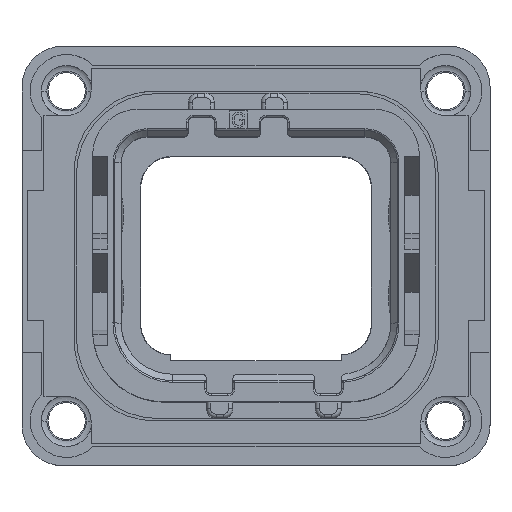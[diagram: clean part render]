
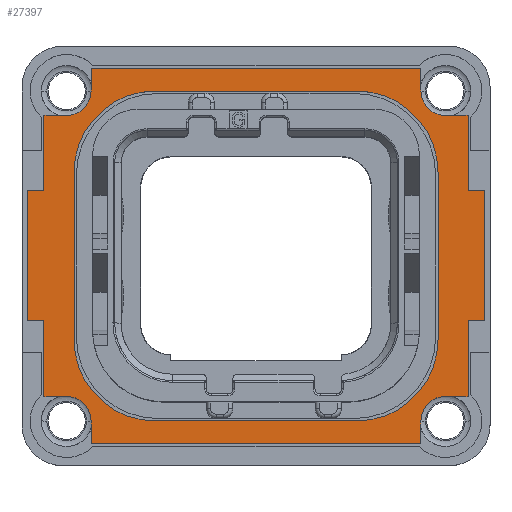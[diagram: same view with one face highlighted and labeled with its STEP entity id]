
A CAD part, top view. The second image highlights one B-rep face of the part: STEP entity #27397.
In plain terms, the highlighted planar face has unit normal (0, 0, 1).
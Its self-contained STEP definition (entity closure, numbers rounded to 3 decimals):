
#961=DIRECTION('',(0.,-1.,0.));
#962=VECTOR('',#961,4.65);
#963=CARTESIAN_POINT('',(-13.05,-4.,2.31));
#964=LINE('',#963,#962);
#965=DIRECTION('',(1.,0.,0.));
#966=VECTOR('',#965,1.);
#967=CARTESIAN_POINT('',(-14.05,-4.,2.31));
#968=LINE('',#967,#966);
#969=DIRECTION('',(0.,-1.,0.));
#970=VECTOR('',#969,8.);
#971=CARTESIAN_POINT('',(-14.05,4.,2.31));
#972=LINE('',#971,#970);
#973=DIRECTION('',(-1.,0.,0.));
#974=VECTOR('',#973,1.);
#975=CARTESIAN_POINT('',(-13.05,4.,2.31));
#976=LINE('',#975,#974);
#977=DIRECTION('',(0.,-1.,0.));
#978=VECTOR('',#977,4.65);
#979=CARTESIAN_POINT('',(-13.05,8.65,2.31));
#980=LINE('',#979,#978);
#981=DIRECTION('',(1.,0.,0.));
#982=VECTOR('',#981,1.4);
#983=CARTESIAN_POINT('',(-13.05,8.65,2.31));
#984=LINE('',#983,#982);
#985=CARTESIAN_POINT('',(-11.65,10.15,2.31));
#986=DIRECTION('',(0.,0.,1.));
#987=DIRECTION('',(0.,-1.,0.));
#988=AXIS2_PLACEMENT_3D('',#985,#986,#987);
#990=DIRECTION('',(0.,-1.,0.));
#991=VECTOR('',#990,1.4);
#992=CARTESIAN_POINT('',(-10.15,11.55,2.31));
#993=LINE('',#992,#991);
#994=DIRECTION('',(-1.,0.,0.));
#995=VECTOR('',#994,20.3);
#996=CARTESIAN_POINT('',(10.15,11.55,2.31));
#997=LINE('',#996,#995);
#998=DIRECTION('',(0.,-1.,0.));
#999=VECTOR('',#998,1.4);
#1000=CARTESIAN_POINT('',(10.15,11.55,2.31));
#1001=LINE('',#1000,#999);
#1002=CARTESIAN_POINT('',(11.65,10.15,2.31));
#1003=DIRECTION('',(0.,0.,1.));
#1004=DIRECTION('',(-1.,0.,0.));
#1005=AXIS2_PLACEMENT_3D('',#1002,#1003,#1004);
#1007=DIRECTION('',(-1.,0.,0.));
#1008=VECTOR('',#1007,1.4);
#1009=CARTESIAN_POINT('',(13.05,8.65,2.31));
#1010=LINE('',#1009,#1008);
#1011=DIRECTION('',(0.,1.,0.));
#1012=VECTOR('',#1011,4.65);
#1013=CARTESIAN_POINT('',(13.05,4.,2.31));
#1014=LINE('',#1013,#1012);
#1015=DIRECTION('',(-1.,0.,0.));
#1016=VECTOR('',#1015,1.);
#1017=CARTESIAN_POINT('',(14.05,4.,2.31));
#1018=LINE('',#1017,#1016);
#1019=DIRECTION('',(0.,1.,0.));
#1020=VECTOR('',#1019,8.);
#1021=CARTESIAN_POINT('',(14.05,-4.,2.31));
#1022=LINE('',#1021,#1020);
#1023=DIRECTION('',(1.,0.,0.));
#1024=VECTOR('',#1023,1.);
#1025=CARTESIAN_POINT('',(13.05,-4.,2.31));
#1026=LINE('',#1025,#1024);
#1027=DIRECTION('',(0.,1.,0.));
#1028=VECTOR('',#1027,4.65);
#1029=CARTESIAN_POINT('',(13.05,-8.65,2.31));
#1030=LINE('',#1029,#1028);
#1031=DIRECTION('',(-1.,0.,0.));
#1032=VECTOR('',#1031,1.4);
#1033=CARTESIAN_POINT('',(13.05,-8.65,2.31));
#1034=LINE('',#1033,#1032);
#1035=CARTESIAN_POINT('',(11.65,-10.15,2.31));
#1036=DIRECTION('',(0.,0.,1.));
#1037=DIRECTION('',(0.,1.,0.));
#1038=AXIS2_PLACEMENT_3D('',#1035,#1036,#1037);
#1040=DIRECTION('',(0.,1.,0.));
#1041=VECTOR('',#1040,1.4);
#1042=CARTESIAN_POINT('',(10.15,-11.55,2.31));
#1043=LINE('',#1042,#1041);
#1044=DIRECTION('',(1.,0.,0.));
#1045=VECTOR('',#1044,20.3);
#1046=CARTESIAN_POINT('',(-10.15,-11.55,2.31));
#1047=LINE('',#1046,#1045);
#1048=DIRECTION('',(0.,1.,0.));
#1049=VECTOR('',#1048,1.4);
#1050=CARTESIAN_POINT('',(-10.15,-11.55,2.31));
#1051=LINE('',#1050,#1049);
#1052=CARTESIAN_POINT('',(-11.65,-10.15,2.31));
#1053=DIRECTION('',(0.,0.,1.));
#1054=DIRECTION('',(1.,0.,0.));
#1055=AXIS2_PLACEMENT_3D('',#1052,#1053,#1054);
#1057=DIRECTION('',(1.,0.,0.));
#1058=VECTOR('',#1057,1.4);
#1059=CARTESIAN_POINT('',(-13.05,-8.65,2.31));
#1060=LINE('',#1059,#1058);
#1061=DIRECTION('',(0.,-1.,0.));
#1062=VECTOR('',#1061,10.3);
#1063=CARTESIAN_POINT('',(11.2,5.15,2.31));
#1064=LINE('',#1063,#1062);
#1065=DIRECTION('',(1.,0.,0.));
#1066=VECTOR('',#1065,12.4);
#1067=CARTESIAN_POINT('',(-6.2,10.15,2.31));
#1068=LINE('',#1067,#1066);
#1069=DIRECTION('',(0.,1.,0.));
#1070=VECTOR('',#1069,10.3);
#1071=CARTESIAN_POINT('',(-11.2,-5.15,2.31));
#1072=LINE('',#1071,#1070);
#1073=DIRECTION('',(-1.,0.,0.));
#1074=VECTOR('',#1073,12.4);
#1075=CARTESIAN_POINT('',(6.2,-10.15,2.31));
#1076=LINE('',#1075,#1074);
#1181=CARTESIAN_POINT('',(-6.2,-5.15,2.31));
#1182=DIRECTION('',(0.,0.,-1.));
#1183=DIRECTION('',(0.,-1.,0.));
#1184=AXIS2_PLACEMENT_3D('',#1181,#1182,#1183);
#1194=CARTESIAN_POINT('',(6.2,-5.15,2.31));
#1195=DIRECTION('',(0.,0.,-1.));
#1196=DIRECTION('',(1.,0.,0.));
#1197=AXIS2_PLACEMENT_3D('',#1194,#1195,#1196);
#1199=CARTESIAN_POINT('',(-6.2,5.15,2.31));
#1200=DIRECTION('',(0.,0.,-1.));
#1201=DIRECTION('',(-1.,0.,0.));
#1202=AXIS2_PLACEMENT_3D('',#1199,#1200,#1201);
#1212=CARTESIAN_POINT('',(6.2,5.15,2.31));
#1213=DIRECTION('',(0.,0.,-1.));
#1214=DIRECTION('',(0.,1.,0.));
#1215=AXIS2_PLACEMENT_3D('',#1212,#1213,#1214);
#25492=CARTESIAN_POINT('',(-11.2,-5.15,2.31));
#25493=CARTESIAN_POINT('',(-11.2,5.15,2.31));
#25494=VERTEX_POINT('',#25492);
#25495=VERTEX_POINT('',#25493);
#25496=CARTESIAN_POINT('',(-6.2,10.15,2.31));
#25497=CARTESIAN_POINT('',(6.2,10.15,2.31));
#25498=VERTEX_POINT('',#25496);
#25499=VERTEX_POINT('',#25497);
#25500=CARTESIAN_POINT('',(11.2,5.15,2.31));
#25501=CARTESIAN_POINT('',(11.2,-5.15,2.31));
#25502=VERTEX_POINT('',#25500);
#25503=VERTEX_POINT('',#25501);
#25504=CARTESIAN_POINT('',(6.2,-10.15,2.31));
#25505=CARTESIAN_POINT('',(-6.2,-10.15,2.31));
#25506=VERTEX_POINT('',#25504);
#25507=VERTEX_POINT('',#25505);
#25524=CARTESIAN_POINT('',(10.15,10.15,2.31));
#25525=CARTESIAN_POINT('',(11.65,8.65,2.31));
#25526=VERTEX_POINT('',#25524);
#25527=VERTEX_POINT('',#25525);
#25528=CARTESIAN_POINT('',(13.05,8.65,2.31));
#25529=VERTEX_POINT('',#25528);
#25530=CARTESIAN_POINT('',(10.15,11.55,2.31));
#25531=VERTEX_POINT('',#25530);
#25532=CARTESIAN_POINT('',(11.65,-8.65,2.31));
#25533=CARTESIAN_POINT('',(10.15,-10.15,2.31));
#25534=VERTEX_POINT('',#25532);
#25535=VERTEX_POINT('',#25533);
#25536=CARTESIAN_POINT('',(10.15,-11.55,2.31));
#25537=VERTEX_POINT('',#25536);
#25538=CARTESIAN_POINT('',(13.05,-8.65,2.31));
#25539=VERTEX_POINT('',#25538);
#25540=CARTESIAN_POINT('',(-10.15,-10.15,2.31));
#25541=CARTESIAN_POINT('',(-11.65,-8.65,2.31));
#25542=VERTEX_POINT('',#25540);
#25543=VERTEX_POINT('',#25541);
#25544=CARTESIAN_POINT('',(-13.05,-8.65,2.31));
#25545=VERTEX_POINT('',#25544);
#25546=CARTESIAN_POINT('',(-10.15,-11.55,2.31));
#25547=VERTEX_POINT('',#25546);
#25548=CARTESIAN_POINT('',(-10.15,11.55,2.31));
#25549=CARTESIAN_POINT('',(-10.15,10.15,2.31));
#25550=VERTEX_POINT('',#25548);
#25551=VERTEX_POINT('',#25549);
#25552=CARTESIAN_POINT('',(-13.05,8.65,2.31));
#25553=CARTESIAN_POINT('',(-11.65,8.65,2.31));
#25554=VERTEX_POINT('',#25552);
#25555=VERTEX_POINT('',#25553);
#25556=CARTESIAN_POINT('',(14.05,-4.,2.31));
#25557=CARTESIAN_POINT('',(14.05,4.,2.31));
#25558=VERTEX_POINT('',#25556);
#25559=VERTEX_POINT('',#25557);
#25560=CARTESIAN_POINT('',(-14.05,4.,2.31));
#25561=CARTESIAN_POINT('',(-14.05,-4.,2.31));
#25562=VERTEX_POINT('',#25560);
#25563=VERTEX_POINT('',#25561);
#25564=CARTESIAN_POINT('',(13.05,-4.,2.31));
#25565=VERTEX_POINT('',#25564);
#25566=CARTESIAN_POINT('',(13.05,4.,2.31));
#25567=VERTEX_POINT('',#25566);
#25568=CARTESIAN_POINT('',(-13.05,4.,2.31));
#25569=VERTEX_POINT('',#25568);
#25570=CARTESIAN_POINT('',(-13.05,-4.,2.31));
#25571=VERTEX_POINT('',#25570);
#27344=CARTESIAN_POINT('',(0.,0.,2.31));
#27345=DIRECTION('',(0.,0.,1.));
#27346=DIRECTION('',(1.,0.,0.));
#27347=AXIS2_PLACEMENT_3D('',#27344,#27345,#27346);
#27348=PLANE('',#27347);
#27349=ORIENTED_EDGE('',*,*,#26968,.F.);
#27350=ORIENTED_EDGE('',*,*,#26982,.F.);
#27351=ORIENTED_EDGE('',*,*,#26996,.F.);
#27352=ORIENTED_EDGE('',*,*,#27010,.F.);
#27353=ORIENTED_EDGE('',*,*,#27024,.F.);
#27354=ORIENTED_EDGE('',*,*,#27040,.T.);
#27356=ORIENTED_EDGE('',*,*,#27355,.T.);
#27357=ORIENTED_EDGE('',*,*,#27099,.F.);
#27358=ORIENTED_EDGE('',*,*,#27115,.F.);
#27359=ORIENTED_EDGE('',*,*,#27131,.T.);
#27361=ORIENTED_EDGE('',*,*,#27360,.T.);
#27362=ORIENTED_EDGE('',*,*,#27190,.F.);
#27363=ORIENTED_EDGE('',*,*,#27206,.F.);
#27364=ORIENTED_EDGE('',*,*,#27220,.F.);
#27365=ORIENTED_EDGE('',*,*,#27234,.F.);
#27366=ORIENTED_EDGE('',*,*,#27248,.F.);
#27367=ORIENTED_EDGE('',*,*,#27262,.F.);
#27368=ORIENTED_EDGE('',*,*,#27278,.T.);
#27370=ORIENTED_EDGE('',*,*,#27369,.T.);
#27371=ORIENTED_EDGE('',*,*,#27336,.F.);
#27372=ORIENTED_EDGE('',*,*,#26876,.F.);
#27373=ORIENTED_EDGE('',*,*,#26893,.T.);
#27375=ORIENTED_EDGE('',*,*,#27374,.T.);
#27376=ORIENTED_EDGE('',*,*,#26952,.F.);
#27377=EDGE_LOOP('',(#27349,#27350,#27351,#27352,#27353,#27354,#27356,#27357,
#27358,#27359,#27361,#27362,#27363,#27364,#27365,#27366,#27367,#27368,#27370,
#27371,#27372,#27373,#27375,#27376));
#27378=FACE_OUTER_BOUND('',#27377,.F.);
#27380=ORIENTED_EDGE('',*,*,#27379,.F.);
#27382=ORIENTED_EDGE('',*,*,#27381,.F.);
#27384=ORIENTED_EDGE('',*,*,#27383,.F.);
#27386=ORIENTED_EDGE('',*,*,#27385,.F.);
#27388=ORIENTED_EDGE('',*,*,#27387,.F.);
#27390=ORIENTED_EDGE('',*,*,#27389,.F.);
#27392=ORIENTED_EDGE('',*,*,#27391,.F.);
#27394=ORIENTED_EDGE('',*,*,#27393,.F.);
#27395=EDGE_LOOP('',(#27380,#27382,#27384,#27386,#27388,#27390,#27392,#27394));
#27396=FACE_BOUND('',#27395,.F.);
#27397=ADVANCED_FACE('',(#27378,#27396),#27348,.T.);
#989=CIRCLE('',#988,1.5);
#1006=CIRCLE('',#1005,1.5);
#1039=CIRCLE('',#1038,1.5);
#1056=CIRCLE('',#1055,1.5);
#1185=CIRCLE('',#1184,5.);
#1198=CIRCLE('',#1197,5.);
#1203=CIRCLE('',#1202,5.);
#1216=CIRCLE('',#1215,5.);
#26876=EDGE_CURVE('',#25547,#25537,#1047,.T.);
#26893=EDGE_CURVE('',#25547,#25542,#1051,.T.);
#26952=EDGE_CURVE('',#25545,#25543,#1060,.T.);
#26968=EDGE_CURVE('',#25571,#25545,#964,.T.);
#26982=EDGE_CURVE('',#25563,#25571,#968,.T.);
#26996=EDGE_CURVE('',#25562,#25563,#972,.T.);
#27010=EDGE_CURVE('',#25569,#25562,#976,.T.);
#27024=EDGE_CURVE('',#25554,#25569,#980,.T.);
#27040=EDGE_CURVE('',#25554,#25555,#984,.T.);
#27099=EDGE_CURVE('',#25550,#25551,#993,.T.);
#27115=EDGE_CURVE('',#25531,#25550,#997,.T.);
#27131=EDGE_CURVE('',#25531,#25526,#1001,.T.);
#27190=EDGE_CURVE('',#25529,#25527,#1010,.T.);
#27206=EDGE_CURVE('',#25567,#25529,#1014,.T.);
#27220=EDGE_CURVE('',#25559,#25567,#1018,.T.);
#27234=EDGE_CURVE('',#25558,#25559,#1022,.T.);
#27248=EDGE_CURVE('',#25565,#25558,#1026,.T.);
#27262=EDGE_CURVE('',#25539,#25565,#1030,.T.);
#27278=EDGE_CURVE('',#25539,#25534,#1034,.T.);
#27336=EDGE_CURVE('',#25537,#25535,#1043,.T.);
#27355=EDGE_CURVE('',#25555,#25551,#989,.T.);
#27360=EDGE_CURVE('',#25526,#25527,#1006,.T.);
#27369=EDGE_CURVE('',#25534,#25535,#1039,.T.);
#27374=EDGE_CURVE('',#25542,#25543,#1056,.T.);
#27379=EDGE_CURVE('',#25502,#25503,#1064,.T.);
#27381=EDGE_CURVE('',#25499,#25502,#1216,.T.);
#27383=EDGE_CURVE('',#25498,#25499,#1068,.T.);
#27385=EDGE_CURVE('',#25495,#25498,#1203,.T.);
#27387=EDGE_CURVE('',#25494,#25495,#1072,.T.);
#27389=EDGE_CURVE('',#25507,#25494,#1185,.T.);
#27391=EDGE_CURVE('',#25506,#25507,#1076,.T.);
#27393=EDGE_CURVE('',#25503,#25506,#1198,.T.);
